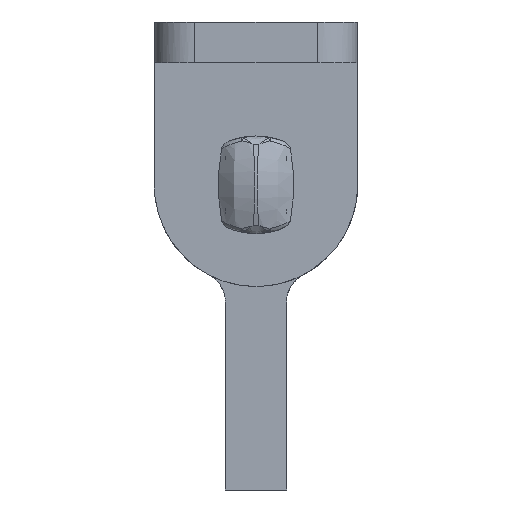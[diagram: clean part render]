
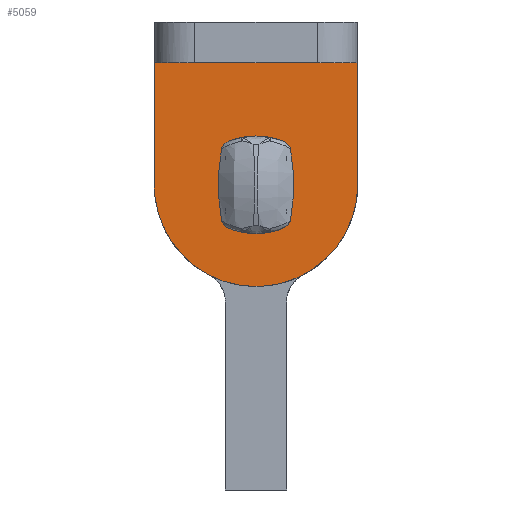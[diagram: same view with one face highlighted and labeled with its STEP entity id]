
A CAD part, left-side view. The second image highlights one B-rep face of the part: STEP entity #5059.
In plain terms, the highlighted free-form (B-spline) face has degree [1, 1] with [2, 2] control points.
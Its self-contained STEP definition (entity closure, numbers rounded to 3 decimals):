
#4952=CARTESIAN_POINT('',(-2.0,-5.499,6.549));
#4953=CARTESIAN_POINT('',(-2.0,5.5,6.549));
#4954=CARTESIAN_POINT('',(-2.0,-5.499,-5.549));
#4955=CARTESIAN_POINT('',(-2.0,5.5,-5.549));
#4956=B_SPLINE_SURFACE_WITH_KNOTS('',1,1,((#4952,#4954),(#4953,#4955)),.UNSPECIFIED.,.F.,.F.,.U.,(2,2),(2,2),(0.0,10.999),(0.0,12.099),.UNSPECIFIED.);
#4957=CARTESIAN_POINT('',(-2.0,5.,0.));
#4958=VERTEX_POINT('',#4957);
#4959=CARTESIAN_POINT('',(-2.0,5.,6.0));
#4960=VERTEX_POINT('',#4959);
#4961=CARTESIAN_POINT('',(-2.0,5.,0.));
#4962=CARTESIAN_POINT('',(-2.0,5.,6.0));
#4963=QUASI_UNIFORM_CURVE('',1,(#4961,#4962),.UNSPECIFIED.,.F.,.U.);
#4964=EDGE_CURVE('',#4958,#4960,#4963,.T.);
#4965=ORIENTED_EDGE('',*,*,#4964,.F.);
#4966=CARTESIAN_POINT('',(-2.0,0.,-5.));
#4967=VERTEX_POINT('',#4966);
#4968=CARTESIAN_POINT('',(-2.0,0.,-5.));
#4969=CARTESIAN_POINT('',(-2.,0.348,-5.));
#4970=CARTESIAN_POINT('',(-2.,1.064,-4.925));
#4971=CARTESIAN_POINT('',(-2.,2.06,-4.596));
#4972=CARTESIAN_POINT('',(-2.,2.983,-4.058));
#4973=CARTESIAN_POINT('',(-2.,3.685,-3.422));
#4974=CARTESIAN_POINT('',(-2.,4.293,-2.622));
#4975=CARTESIAN_POINT('',(-2.,4.696,-1.81));
#4976=CARTESIAN_POINT('',(-2.,4.947,-0.879));
#4977=CARTESIAN_POINT('',(-2.,5.,-0.307));
#4978=CARTESIAN_POINT('',(-2.0,5.,0.));
#4979=B_SPLINE_CURVE_WITH_KNOTS('',3,(#4968,#4969,#4970,#4971,#4972,#4973,#4974,#4975,#4976,#4977,#4978),.UNSPECIFIED.,.F.,.U.,(4,1,1,1,1,1,1,1,4),(0.,1.043,2.148,3.129,4.234,4.97,6.136,6.934,7.854),.UNSPECIFIED.);
#4980=EDGE_CURVE('',#4967,#4958,#4979,.T.);
#4981=ORIENTED_EDGE('',*,*,#4980,.F.);
#4982=CARTESIAN_POINT('',(-2.0,-5.,0.));
#4983=VERTEX_POINT('',#4982);
#4984=CARTESIAN_POINT('',(-2.0,-5.,0.));
#4985=CARTESIAN_POINT('',(-2.,-5.,-0.307));
#4986=CARTESIAN_POINT('',(-2.,-4.951,-0.839));
#4987=CARTESIAN_POINT('',(-2.,-4.752,-1.613));
#4988=CARTESIAN_POINT('',(-2.,-4.433,-2.369));
#4989=CARTESIAN_POINT('',(-2.,-3.951,-3.11));
#4990=CARTESIAN_POINT('',(-2.,-3.286,-3.809));
#4991=CARTESIAN_POINT('',(-2.,-2.566,-4.322));
#4992=CARTESIAN_POINT('',(-2.,-1.843,-4.664));
#4993=CARTESIAN_POINT('',(-2.,-1.023,-4.924));
#4994=CARTESIAN_POINT('',(-2.,-0.409,-5.));
#4995=CARTESIAN_POINT('',(-2.0,0.,-5.));
#4996=B_SPLINE_CURVE_WITH_KNOTS('',3,(#4984,#4985,#4986,#4987,#4988,#4989,#4990,#4991,#4992,#4993,#4994,#4995),.UNSPECIFIED.,.F.,.U.,(4,1,1,1,1,1,1,1,1,4),(0.,0.92,1.595,2.393,3.375,4.234,5.277,6.013,6.627,7.854),.UNSPECIFIED.);
#4997=EDGE_CURVE('',#4983,#4967,#4996,.T.);
#4998=ORIENTED_EDGE('',*,*,#4997,.F.);
#4999=CARTESIAN_POINT('',(-2.0,-5.,6.0));
#5000=VERTEX_POINT('',#4999);
#5001=CARTESIAN_POINT('',(-2.0,-5.,6.0));
#5002=CARTESIAN_POINT('',(-2.0,-5.,0.));
#5003=QUASI_UNIFORM_CURVE('',1,(#5001,#5002),.UNSPECIFIED.,.F.,.U.);
#5004=EDGE_CURVE('',#5000,#4983,#5003,.T.);
#5005=ORIENTED_EDGE('',*,*,#5004,.F.);
#5006=CARTESIAN_POINT('',(-2.0,-5.,6.0));
#5007=CARTESIAN_POINT('',(-2.0,5.,6.0));
#5008=QUASI_UNIFORM_CURVE('',1,(#5006,#5007),.UNSPECIFIED.,.F.,.U.);
#5009=EDGE_CURVE('',#5000,#4960,#5008,.T.);
#5010=ORIENTED_EDGE('',*,*,#5009,.T.);
#5011=EDGE_LOOP('',(#4965,#4981,#4998,#5005,#5010));
#5012=FACE_OUTER_BOUND('',#5011,.T.);
#5013=CARTESIAN_POINT('',(-2.0,-1.475,-1.387));
#5014=VERTEX_POINT('',#5013);
#5015=CARTESIAN_POINT('',(-2.0,1.475,-1.387));
#5016=VERTEX_POINT('',#5015);
#5017=CARTESIAN_POINT('',(-2.0,-1.475,-1.387));
#5018=CARTESIAN_POINT('',(-2.,-1.322,-1.551));
#5019=CARTESIAN_POINT('',(-2.,-0.981,-1.809));
#5020=CARTESIAN_POINT('',(-2.,-0.44,-1.999));
#5021=CARTESIAN_POINT('',(-2.,0.095,-2.044));
#5022=CARTESIAN_POINT('',(-2.,0.567,-1.965));
#5023=CARTESIAN_POINT('',(-2.,1.059,-1.752));
#5024=CARTESIAN_POINT('',(-2.,1.334,-1.538));
#5025=CARTESIAN_POINT('',(-2.0,1.475,-1.387));
#5026=B_SPLINE_CURVE_WITH_KNOTS('',3,(#5017,#5018,#5019,#5020,#5021,#5022,#5023,#5024,#5025),.UNSPECIFIED.,.F.,.U.,(4,1,1,1,1,1,4),(0.,0.671,1.265,1.704,2.272,2.685,3.305),.UNSPECIFIED.);
#5027=EDGE_CURVE('',#5014,#5016,#5026,.T.);
#5028=ORIENTED_EDGE('',*,*,#5027,.T.);
#5029=CARTESIAN_POINT('',(-2.0,1.475,1.387));
#5030=VERTEX_POINT('',#5029);
#5031=CARTESIAN_POINT('',(-2.0,1.475,-1.387));
#5032=CARTESIAN_POINT('',(-2.0,1.475,1.387));
#5033=QUASI_UNIFORM_CURVE('',1,(#5031,#5032),.UNSPECIFIED.,.F.,.U.);
#5034=EDGE_CURVE('',#5016,#5030,#5033,.T.);
#5035=ORIENTED_EDGE('',*,*,#5034,.T.);
#5036=CARTESIAN_POINT('',(-2.0,-1.475,1.387));
#5037=VERTEX_POINT('',#5036);
#5038=CARTESIAN_POINT('',(-2.0,1.475,1.387));
#5039=CARTESIAN_POINT('',(-2.,1.363,1.507));
#5040=CARTESIAN_POINT('',(-2.,1.15,1.684));
#5041=CARTESIAN_POINT('',(-2.0,0.777,1.884));
#5042=CARTESIAN_POINT('',(-2.,0.396,2.001));
#5043=CARTESIAN_POINT('',(-2.0,-0.009,2.037));
#5044=CARTESIAN_POINT('',(-2.,-0.404,1.997));
#5045=CARTESIAN_POINT('',(-2.,-0.802,1.877));
#5046=CARTESIAN_POINT('',(-2.,-1.172,1.67));
#5047=CARTESIAN_POINT('',(-2.,-1.387,1.481));
#5048=CARTESIAN_POINT('',(-2.0,-1.475,1.387));
#5049=B_SPLINE_CURVE_WITH_KNOTS('',3,(#5038,#5039,#5040,#5041,#5042,#5043,#5044,#5045,#5046,#5047,#5048),.UNSPECIFIED.,.F.,.U.,(4,1,1,1,1,1,1,1,4),(0.,0.491,0.826,1.265,1.678,2.04,2.453,2.917,3.305),.UNSPECIFIED.);
#5050=EDGE_CURVE('',#5030,#5037,#5049,.T.);
#5051=ORIENTED_EDGE('',*,*,#5050,.T.);
#5052=CARTESIAN_POINT('',(-2.0,-1.475,1.387));
#5053=CARTESIAN_POINT('',(-2.0,-1.475,-1.387));
#5054=QUASI_UNIFORM_CURVE('',1,(#5052,#5053),.UNSPECIFIED.,.F.,.U.);
#5055=EDGE_CURVE('',#5037,#5014,#5054,.T.);
#5056=ORIENTED_EDGE('',*,*,#5055,.T.);
#5057=EDGE_LOOP('',(#5028,#5035,#5051,#5056));
#5058=FACE_BOUND('',#5057,.T.);
#5059=ADVANCED_FACE('',(#5012,#5058),#4956,.T.);
